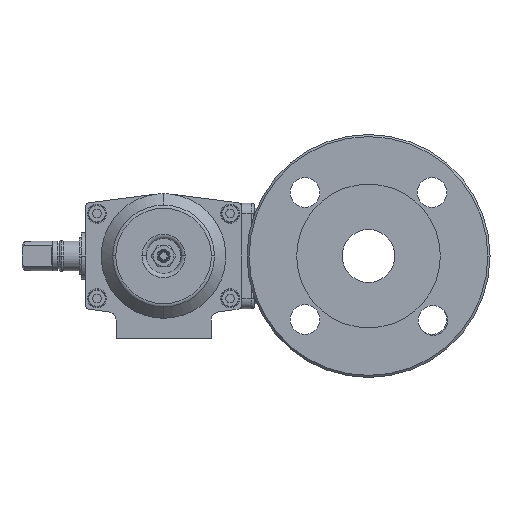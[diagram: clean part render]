
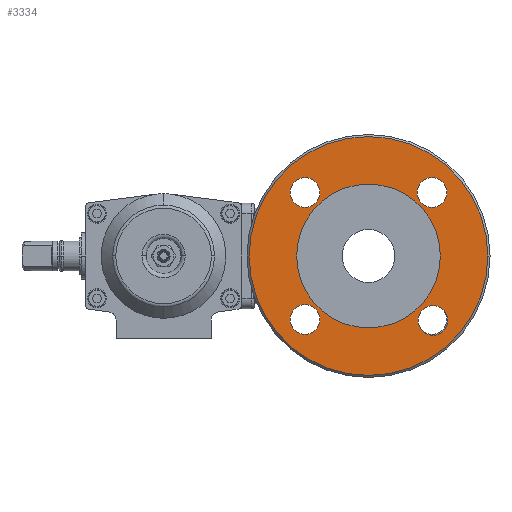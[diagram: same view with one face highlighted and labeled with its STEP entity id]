
A CAD part, left-side view. The second image highlights one B-rep face of the part: STEP entity #3334.
In plain terms, the highlighted planar face has unit normal (-1, 0, 0).
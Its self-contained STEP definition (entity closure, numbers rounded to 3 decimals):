
#3334=ADVANCED_FACE('',(#6878,#6879,#6880,#6881,#6882,#6883),#6884,.T.);
#6878=FACE_OUTER_BOUND('',#14054,.T.);
#6879=FACE_BOUND('',#14055,.T.);
#6880=FACE_BOUND('',#14056,.T.);
#6881=FACE_BOUND('',#14057,.T.);
#6882=FACE_BOUND('',#14058,.T.);
#6883=FACE_BOUND('',#14059,.T.);
#6884=PLANE('',#14060);
#14054=EDGE_LOOP('',(#23182,#23183));
#14055=EDGE_LOOP('',(#23184,#23185));
#14056=EDGE_LOOP('',(#23186,#23187));
#14057=EDGE_LOOP('',(#23188,#23189));
#14058=EDGE_LOOP('',(#23190,#23191));
#14059=EDGE_LOOP('',(#23192,#23193));
#14060=AXIS2_PLACEMENT_3D('',#23194,#23195,#23196);
#23182=ORIENTED_EDGE('',*,*,#28881,.F.);
#23183=ORIENTED_EDGE('',*,*,#27878,.F.);
#23184=ORIENTED_EDGE('',*,*,#27821,.T.);
#23185=ORIENTED_EDGE('',*,*,#28885,.T.);
#23186=ORIENTED_EDGE('',*,*,#27849,.T.);
#23187=ORIENTED_EDGE('',*,*,#28886,.T.);
#23188=ORIENTED_EDGE('',*,*,#27854,.T.);
#23189=ORIENTED_EDGE('',*,*,#28887,.T.);
#23190=ORIENTED_EDGE('',*,*,#27859,.T.);
#23191=ORIENTED_EDGE('',*,*,#28888,.T.);
#23192=ORIENTED_EDGE('',*,*,#27864,.T.);
#23193=ORIENTED_EDGE('',*,*,#28889,.T.);
#23194=CARTESIAN_POINT('',(-41.75,44.5,0.0));
#23195=DIRECTION('',(-1.0,0.0,0.0));
#23196=DIRECTION('',(0.0,0.0,1.0));
#27821=EDGE_CURVE('',#33270,#33274,#33276,.T.);
#27849=EDGE_CURVE('',#33325,#33322,#33326,.T.);
#27854=EDGE_CURVE('',#33334,#33331,#33335,.T.);
#27859=EDGE_CURVE('',#33343,#33340,#33344,.T.);
#27864=EDGE_CURVE('',#33352,#33349,#33353,.T.);
#27878=EDGE_CURVE('',#33373,#33375,#33376,.T.);
#28881=EDGE_CURVE('',#33375,#33373,#34838,.T.);
#28885=EDGE_CURVE('',#33274,#33270,#34842,.T.);
#28886=EDGE_CURVE('',#33322,#33325,#34843,.T.);
#28887=EDGE_CURVE('',#33331,#33334,#34844,.T.);
#28888=EDGE_CURVE('',#33340,#33343,#34845,.T.);
#28889=EDGE_CURVE('',#33349,#33352,#34846,.T.);
#33270=VERTEX_POINT('',#40959);
#33274=VERTEX_POINT('',#40964);
#33276=CIRCLE('',#40967,34.0);
#33322=VERTEX_POINT('',#41023);
#33325=VERTEX_POINT('',#41027);
#33326=CIRCLE('',#41028,7.0);
#33331=VERTEX_POINT('',#41034);
#33334=VERTEX_POINT('',#41038);
#33335=CIRCLE('',#41039,7.0);
#33340=VERTEX_POINT('',#41045);
#33343=VERTEX_POINT('',#41049);
#33344=CIRCLE('',#41050,7.0);
#33349=VERTEX_POINT('',#41056);
#33352=VERTEX_POINT('',#41060);
#33353=CIRCLE('',#41061,7.0);
#33373=VERTEX_POINT('',#41086);
#33375=VERTEX_POINT('',#41089);
#33376=CIRCLE('',#41090,56.5);
#34838=CIRCLE('',#44432,56.5);
#34842=CIRCLE('',#44436,34.0);
#34843=CIRCLE('',#44437,7.0);
#34844=CIRCLE('',#44438,7.0);
#34845=CIRCLE('',#44439,7.0);
#34846=CIRCLE('',#44440,7.0);
#40959=CARTESIAN_POINT('',(-41.75,32.75,0.0));
#40964=CARTESIAN_POINT('',(-41.75,-35.25,0.));
#40967=AXIS2_PLACEMENT_3D('',#50043,#50044,#50045);
#41023=CARTESIAN_POINT('',(-41.75,-31.754,-37.504));
#41027=CARTESIAN_POINT('',(-41.75,-31.754,-23.504));
#41028=AXIS2_PLACEMENT_3D('',#50087,#50088,#50089);
#41034=CARTESIAN_POINT('',(-41.75,28.802,23.052));
#41038=CARTESIAN_POINT('',(-41.75,28.802,37.052));
#41039=AXIS2_PLACEMENT_3D('',#50095,#50096,#50097);
#41045=CARTESIAN_POINT('',(-41.75,28.802,-37.052));
#41049=CARTESIAN_POINT('',(-41.75,28.802,-23.052));
#41050=AXIS2_PLACEMENT_3D('',#50103,#50104,#50105);
#41056=CARTESIAN_POINT('',(-41.75,-31.302,23.052));
#41060=CARTESIAN_POINT('',(-41.75,-31.302,37.052));
#41061=AXIS2_PLACEMENT_3D('',#50111,#50112,#50113);
#41086=CARTESIAN_POINT('',(-41.75,-57.75,0.));
#41089=CARTESIAN_POINT('',(-41.75,55.25,0.));
#41090=AXIS2_PLACEMENT_3D('',#50132,#50133,#50134);
#44432=AXIS2_PLACEMENT_3D('',#51030,#51031,#51032);
#44436=AXIS2_PLACEMENT_3D('',#51036,#51037,#51038);
#44437=AXIS2_PLACEMENT_3D('',#51039,#51040,#51041);
#44438=AXIS2_PLACEMENT_3D('',#51042,#51043,#51044);
#44439=AXIS2_PLACEMENT_3D('',#51045,#51046,#51047);
#44440=AXIS2_PLACEMENT_3D('',#51048,#51049,#51050);
#50043=CARTESIAN_POINT('',(-41.75,-1.25,0.0));
#50044=DIRECTION('',(1.0,0.0,0.0));
#50045=DIRECTION('',(0.0,1.0,0.0));
#50087=CARTESIAN_POINT('',(-41.75,-31.754,-30.504));
#50088=DIRECTION('',(1.0,0.0,-0.0));
#50089=DIRECTION('',(0.0,0.0,1.0));
#50095=CARTESIAN_POINT('',(-41.75,28.802,30.052));
#50096=DIRECTION('',(1.0,0.0,-0.0));
#50097=DIRECTION('',(0.0,0.0,1.0));
#50103=CARTESIAN_POINT('',(-41.75,28.802,-30.052));
#50104=DIRECTION('',(1.0,0.0,-0.0));
#50105=DIRECTION('',(0.0,0.0,1.0));
#50111=CARTESIAN_POINT('',(-41.75,-31.302,30.052));
#50112=DIRECTION('',(1.0,0.0,-0.0));
#50113=DIRECTION('',(0.0,0.0,1.0));
#50132=CARTESIAN_POINT('',(-41.75,-1.25,0.0));
#50133=DIRECTION('',(1.0,0.0,0.0));
#50134=DIRECTION('',(0.0,-1.0,0.0));
#51030=CARTESIAN_POINT('',(-41.75,-1.25,0.0));
#51031=DIRECTION('',(1.0,0.0,0.0));
#51032=DIRECTION('',(0.0,-1.0,0.0));
#51036=CARTESIAN_POINT('',(-41.75,-1.25,0.0));
#51037=DIRECTION('',(1.0,0.0,0.0));
#51038=DIRECTION('',(0.0,1.0,0.0));
#51039=CARTESIAN_POINT('',(-41.75,-31.754,-30.504));
#51040=DIRECTION('',(1.0,0.0,-0.0));
#51041=DIRECTION('',(0.0,0.0,1.0));
#51042=CARTESIAN_POINT('',(-41.75,28.802,30.052));
#51043=DIRECTION('',(1.0,0.0,-0.0));
#51044=DIRECTION('',(0.0,0.0,1.0));
#51045=CARTESIAN_POINT('',(-41.75,28.802,-30.052));
#51046=DIRECTION('',(1.0,0.0,-0.0));
#51047=DIRECTION('',(0.0,0.0,1.0));
#51048=CARTESIAN_POINT('',(-41.75,-31.302,30.052));
#51049=DIRECTION('',(1.0,0.0,-0.0));
#51050=DIRECTION('',(0.0,0.0,1.0));
